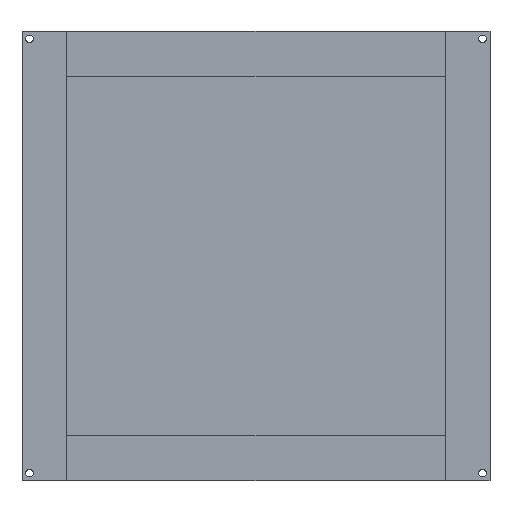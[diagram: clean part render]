
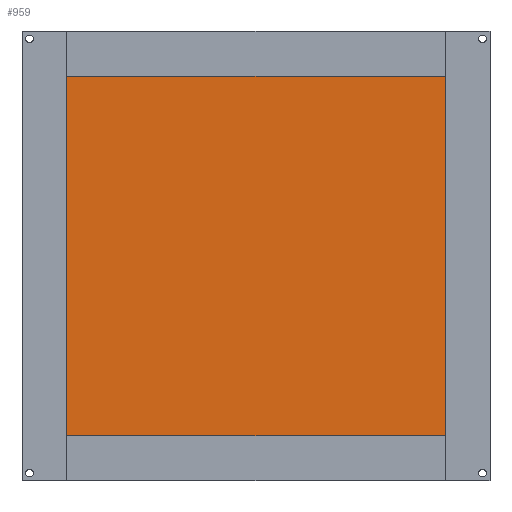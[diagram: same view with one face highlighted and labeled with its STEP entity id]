
A CAD part, top view. The second image highlights one B-rep face of the part: STEP entity #959.
In plain terms, the highlighted planar face has unit normal (0, 0, 1).
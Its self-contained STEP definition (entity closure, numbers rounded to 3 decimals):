
#31 = ORIENTED_EDGE ( 'NONE', *, *, #676, .F. ) ;
#38 = VECTOR ( 'NONE', #143, 1000. ) ;
#43 = DIRECTION ( 'NONE',  ( 0., 1., 0. ) ) ;
#50 = CARTESIAN_POINT ( 'NONE',  ( -221., -260., 0. ) ) ;
#63 = AXIS2_PLACEMENT_3D ( 'NONE', #781, #492, #411 ) ;
#124 = VECTOR ( 'NONE', #929, 1000. ) ;
#143 = DIRECTION ( 'NONE',  ( -1., 0., 0. ) ) ;
#182 = EDGE_CURVE ( 'NONE', #394, #198, #334, .T. ) ;
#198 = VERTEX_POINT ( 'NONE', #252 ) ;
#217 = DIRECTION ( 'NONE',  ( 1., 0., 0. ) ) ;
#249 = ORIENTED_EDGE ( 'NONE', *, *, #716, .F. ) ;
#252 = CARTESIAN_POINT ( 'NONE',  ( 324., -260., 0. ) ) ;
#265 = EDGE_CURVE ( 'NONE', #477, #565, #865, .T. ) ;
#270 = VECTOR ( 'NONE', #43, 1000. ) ;
#271 = FACE_OUTER_BOUND ( 'NONE', #843, .T. ) ;
#301 = CARTESIAN_POINT ( 'NONE',  ( 324., 260., 0. ) ) ;
#306 = CARTESIAN_POINT ( 'NONE',  ( 324., -260., 0. ) ) ;
#334 = LINE ( 'NONE', #555, #124 ) ;
#359 = CARTESIAN_POINT ( 'NONE',  ( -221., -260., 0. ) ) ;
#394 = VERTEX_POINT ( 'NONE', #815 ) ;
#411 = DIRECTION ( 'NONE',  ( 1., 0., 0. ) ) ;
#427 = ORIENTED_EDGE ( 'NONE', *, *, #265, .F. ) ;
#477 = VERTEX_POINT ( 'NONE', #359 ) ;
#492 = DIRECTION ( 'NONE',  ( 0., 0., 1. ) ) ;
#555 = CARTESIAN_POINT ( 'NONE',  ( 324., -260., 0. ) ) ;
#565 = VERTEX_POINT ( 'NONE', #892 ) ;
#627 = ORIENTED_EDGE ( 'NONE', *, *, #182, .F. ) ;
#676 = EDGE_CURVE ( 'NONE', #198, #477, #806, .T. ) ;
#716 = EDGE_CURVE ( 'NONE', #565, #394, #820, .T. ) ;
#781 = CARTESIAN_POINT ( 'NONE',  ( 0., 0., 0. ) ) ;
#783 = PLANE ( 'NONE',  #63 ) ;
#806 = LINE ( 'NONE', #306, #38 ) ;
#815 = CARTESIAN_POINT ( 'NONE',  ( 324., 260., 0. ) ) ;
#820 = LINE ( 'NONE', #301, #897 ) ;
#843 = EDGE_LOOP ( 'NONE', ( #427, #31, #627, #249 ) ) ;
#865 = LINE ( 'NONE', #50, #270 ) ;
#892 = CARTESIAN_POINT ( 'NONE',  ( -221., 260., 0. ) ) ;
#897 = VECTOR ( 'NONE', #217, 1000. ) ;
#929 = DIRECTION ( 'NONE',  ( 0., -1., 0. ) ) ;
#959 = ADVANCED_FACE ( 'NONE', ( #271 ), #783, .T. ) ;
